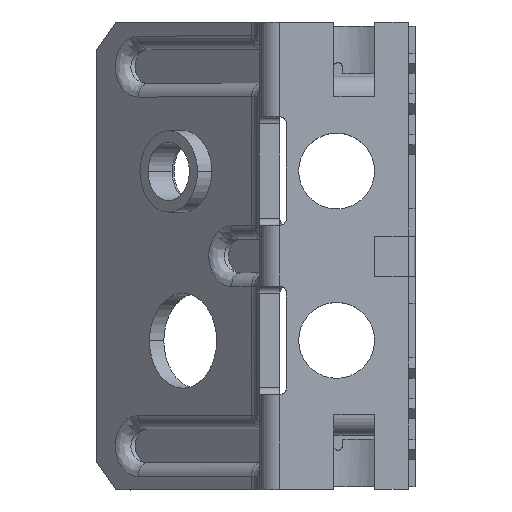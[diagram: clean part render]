
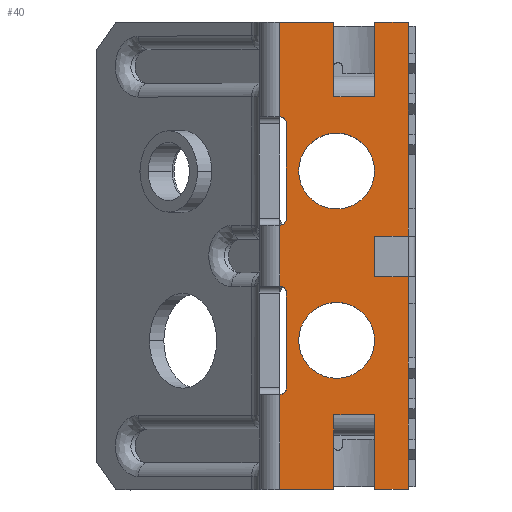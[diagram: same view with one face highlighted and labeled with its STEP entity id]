
A CAD part, top view. The second image highlights one B-rep face of the part: STEP entity #40.
In plain terms, the highlighted planar face has unit normal (0, 0, 1).
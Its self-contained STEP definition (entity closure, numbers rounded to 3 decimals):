
#26=FACE_BOUND('',#531,.T.);
#27=FACE_BOUND('',#532,.T.);
#40=ADVANCED_FACE('',(#285,#26,#27),#3982,.T.);
#285=FACE_OUTER_BOUND('',#530,.T.);
#530=EDGE_LOOP('',(#803,#804,#805,#806,#807,#808,#809,#810,#811,#812,#813,
#814,#815,#816,#817,#818,#819,#820,#821,#822));
#531=EDGE_LOOP('',(#823,#824));
#532=EDGE_LOOP('',(#825,#826));
#803=ORIENTED_EDGE('',*,*,#2038,.T.);
#804=ORIENTED_EDGE('',*,*,#2050,.T.);
#805=ORIENTED_EDGE('',*,*,#2033,.T.);
#806=ORIENTED_EDGE('',*,*,#2049,.T.);
#807=ORIENTED_EDGE('',*,*,#2048,.T.);
#808=ORIENTED_EDGE('',*,*,#2047,.T.);
#809=ORIENTED_EDGE('',*,*,#2046,.T.);
#810=ORIENTED_EDGE('',*,*,#2045,.T.);
#811=ORIENTED_EDGE('',*,*,#2044,.T.);
#812=ORIENTED_EDGE('',*,*,#2043,.T.);
#813=ORIENTED_EDGE('',*,*,#2415,.T.);
#814=ORIENTED_EDGE('',*,*,#2042,.T.);
#815=ORIENTED_EDGE('',*,*,#2131,.T.);
#816=ORIENTED_EDGE('',*,*,#2041,.T.);
#817=ORIENTED_EDGE('',*,*,#2405,.T.);
#818=ORIENTED_EDGE('',*,*,#2040,.T.);
#819=ORIENTED_EDGE('',*,*,#2135,.T.);
#820=ORIENTED_EDGE('',*,*,#2039,.T.);
#821=ORIENTED_EDGE('',*,*,#2031,.T.);
#822=ORIENTED_EDGE('',*,*,#2036,.T.);
#823=ORIENTED_EDGE('',*,*,#2464,.T.);
#824=ORIENTED_EDGE('',*,*,#2466,.T.);
#825=ORIENTED_EDGE('',*,*,#2056,.T.);
#826=ORIENTED_EDGE('',*,*,#2054,.T.);
#2031=EDGE_CURVE('',#3470,#3459,#3029,.T.);
#2033=EDGE_CURVE('',#3472,#3473,#3031,.T.);
#2036=EDGE_CURVE('',#3459,#3475,#3034,.T.);
#2038=EDGE_CURVE('',#3475,#3477,#3036,.T.);
#2039=EDGE_CURVE('',#3478,#3470,#3037,.T.);
#2040=EDGE_CURVE('',#3480,#3479,#3038,.T.);
#2041=EDGE_CURVE('',#3482,#3481,#3039,.T.);
#2042=EDGE_CURVE('',#3484,#3483,#3040,.T.);
#2043=EDGE_CURVE('',#3486,#3485,#3041,.T.);
#2044=EDGE_CURVE('',#3487,#3486,#3042,.T.);
#2045=EDGE_CURVE('',#3488,#3487,#3043,.T.);
#2046=EDGE_CURVE('',#3489,#3488,#3044,.T.);
#2047=EDGE_CURVE('',#3490,#3489,#3045,.T.);
#2048=EDGE_CURVE('',#3491,#3490,#3046,.T.);
#2049=EDGE_CURVE('',#3473,#3491,#3047,.T.);
#2050=EDGE_CURVE('',#3477,#3472,#3048,.T.);
#2054=EDGE_CURVE('',#3494,#3495,#2650,.T.);
#2056=EDGE_CURVE('',#3495,#3494,#2652,.T.);
#2131=EDGE_CURVE('',#3483,#3482,#2671,.T.);
#2135=EDGE_CURVE('',#3479,#3478,#2672,.T.);
#2405=EDGE_CURVE('',#3481,#3480,#2781,.T.);
#2415=EDGE_CURVE('',#3485,#3484,#2786,.T.);
#2464=EDGE_CURVE('',#3493,#3492,#2812,.T.);
#2466=EDGE_CURVE('',#3492,#3493,#2814,.T.);
#2650=TRIMMED_CURVE($,#2838,(#9041),(#9042),.T.,.CARTESIAN.);
#2652=TRIMMED_CURVE($,#2840,(#9047),(#9048),.T.,.CARTESIAN.);
#2671=TRIMMED_CURVE($,#2859,(#9216),(#9217),.T.,.CARTESIAN.);
#2672=TRIMMED_CURVE($,#2860,(#9225),(#9226),.T.,.CARTESIAN.);
#2781=TRIMMED_CURVE($,#2969,(#10599),(#10600),.T.,.CARTESIAN.);
#2786=TRIMMED_CURVE($,#2974,(#10624),(#10625),.T.,.CARTESIAN.);
#2812=TRIMMED_CURVE($,#3000,(#10748),(#10749),.T.,.CARTESIAN.);
#2814=TRIMMED_CURVE($,#3002,(#10754),(#10755),.T.,.CARTESIAN.);
#2838=CIRCLE('',#4487,2.8);
#2840=CIRCLE('',#4489,2.8);
#2859=CIRCLE('',#4508,0.5);
#2860=CIRCLE('',#4509,0.5);
#2969=CIRCLE('',#4618,0.5);
#2974=CIRCLE('',#4623,0.5);
#3000=CIRCLE('',#4649,2.8);
#3002=CIRCLE('',#4651,2.8);
#3029=B_SPLINE_CURVE_WITH_KNOTS('',1,(#8993,#8994),.UNSPECIFIED.,.F.,.F.,
(2,2),(0.,4.),.UNSPECIFIED.);
#3031=B_SPLINE_CURVE_WITH_KNOTS('',1,(#8997,#8998),.UNSPECIFIED.,.F.,.F.,
(2,2),(0.,2.5),.UNSPECIFIED.);
#3034=B_SPLINE_CURVE_WITH_KNOTS('',1,(#9003,#9004),.UNSPECIFIED.,.F.,.F.,
(2,2),(0.,5.5),.UNSPECIFIED.);
#3036=B_SPLINE_CURVE_WITH_KNOTS('',1,(#9007,#9008),.UNSPECIFIED.,.F.,.F.,
(2,2),(-3.,0.),.UNSPECIFIED.);
#3037=B_SPLINE_CURVE_WITH_KNOTS('',1,(#9009,#9010),.UNSPECIFIED.,.F.,.F.,
(2,2),(-7.,0.),.UNSPECIFIED.);
#3038=B_SPLINE_CURVE_WITH_KNOTS('',1,(#9011,#9012),.UNSPECIFIED.,.F.,.F.,
(2,2),(-7.,0.),.UNSPECIFIED.);
#3039=B_SPLINE_CURVE_WITH_KNOTS('',1,(#9013,#9014),.UNSPECIFIED.,.F.,.F.,
(2,2),(-4.5,0.),.UNSPECIFIED.);
#3040=B_SPLINE_CURVE_WITH_KNOTS('',1,(#9015,#9016),.UNSPECIFIED.,.F.,.F.,
(2,2),(-7.,0.),.UNSPECIFIED.);
#3041=B_SPLINE_CURVE_WITH_KNOTS('',1,(#9017,#9018),.UNSPECIFIED.,.F.,.F.,
(2,2),(-7.,0.),.UNSPECIFIED.);
#3042=B_SPLINE_CURVE_WITH_KNOTS('',1,(#9019,#9020),.UNSPECIFIED.,.F.,.F.,
(2,2),(-4.,0.),.UNSPECIFIED.);
#3043=B_SPLINE_CURVE_WITH_KNOTS('',1,(#9021,#9022),.UNSPECIFIED.,.F.,.F.,
(2,2),(-5.5,0.),.UNSPECIFIED.);
#3044=B_SPLINE_CURVE_WITH_KNOTS('',1,(#9023,#9024),.UNSPECIFIED.,.F.,.F.,
(2,2),(-3.,0.),.UNSPECIFIED.);
#3045=B_SPLINE_CURVE_WITH_KNOTS('',1,(#9025,#9026),.UNSPECIFIED.,.F.,.F.,
(2,2),(-5.5,0.),.UNSPECIFIED.);
#3046=B_SPLINE_CURVE_WITH_KNOTS('',1,(#9027,#9028),.UNSPECIFIED.,.F.,.F.,
(2,2),(-2.5,0.),.UNSPECIFIED.);
#3047=B_SPLINE_CURVE_WITH_KNOTS('',1,(#9029,#9030),.UNSPECIFIED.,.F.,.F.,
(2,2),(-34.5,0.),.UNSPECIFIED.);
#3048=B_SPLINE_CURVE_WITH_KNOTS('',1,(#9031,#9032),.UNSPECIFIED.,.F.,.F.,
(2,2),(-5.5,0.),.UNSPECIFIED.);
#3459=VERTEX_POINT('',#8725);
#3470=VERTEX_POINT('',#8736);
#3472=VERTEX_POINT('',#8738);
#3473=VERTEX_POINT('',#8739);
#3475=VERTEX_POINT('',#8741);
#3477=VERTEX_POINT('',#8743);
#3478=VERTEX_POINT('',#8744);
#3479=VERTEX_POINT('',#8745);
#3480=VERTEX_POINT('',#8746);
#3481=VERTEX_POINT('',#8747);
#3482=VERTEX_POINT('',#8748);
#3483=VERTEX_POINT('',#8749);
#3484=VERTEX_POINT('',#8750);
#3485=VERTEX_POINT('',#8751);
#3486=VERTEX_POINT('',#8752);
#3487=VERTEX_POINT('',#8753);
#3488=VERTEX_POINT('',#8754);
#3489=VERTEX_POINT('',#8755);
#3490=VERTEX_POINT('',#8756);
#3491=VERTEX_POINT('',#8757);
#3492=VERTEX_POINT('',#8758);
#3493=VERTEX_POINT('',#8759);
#3494=VERTEX_POINT('',#8760);
#3495=VERTEX_POINT('',#8761);
#3982=PLANE('',#4352);
#4352=AXIS2_PLACEMENT_3D('',#5335,#4748,$);
#4487=AXIS2_PLACEMENT_3D($,#9040,#4884,#4885);
#4489=AXIS2_PLACEMENT_3D($,#9046,#4888,#4889);
#4508=AXIS2_PLACEMENT_3D($,#9215,#4926,#4927);
#4509=AXIS2_PLACEMENT_3D($,#9224,#4928,#4929);
#4618=AXIS2_PLACEMENT_3D($,#10598,#5146,#5147);
#4623=AXIS2_PLACEMENT_3D($,#10623,#5156,#5157);
#4649=AXIS2_PLACEMENT_3D($,#10747,#5208,#5209);
#4651=AXIS2_PLACEMENT_3D($,#10753,#5212,#5213);
#4748=DIRECTION('',(0.,0.,1.));
#4884=DIRECTION('',(0.,0.,-1.));
#4885=DIRECTION('',(0.,1.,0.));
#4888=DIRECTION('',(0.,0.,-1.));
#4889=DIRECTION('',(0.,-1.,0.));
#4926=DIRECTION('',(0.,0.,-1.));
#4927=DIRECTION('',(1.,0.,0.));
#4928=DIRECTION('',(0.,0.,-1.));
#4929=DIRECTION('',(1.,0.,0.));
#5146=DIRECTION('',(0.,0.,-1.));
#5147=DIRECTION('',(0.,1.,0.));
#5156=DIRECTION('',(0.,0.,-1.));
#5157=DIRECTION('',(0.,1.,0.));
#5208=DIRECTION('',(0.,0.,-1.));
#5209=DIRECTION('',(0.,-1.,0.));
#5212=DIRECTION('',(0.,0.,-1.));
#5213=DIRECTION('',(0.,1.,0.));
#5335=CARTESIAN_POINT('',(0.491,-3.509,0.));
#8725=CARTESIAN_POINT('',(5.5,0.,0.));
#8736=CARTESIAN_POINT('',(1.5,0.,0.));
#8738=CARTESIAN_POINT('',(8.5,0.,0.));
#8739=CARTESIAN_POINT('',(11.,0.,0.));
#8741=CARTESIAN_POINT('',(5.5,5.5,0.));
#8743=CARTESIAN_POINT('',(8.5,5.5,0.));
#8744=CARTESIAN_POINT('',(1.5,7.,0.));
#8745=CARTESIAN_POINT('',(2.,7.5,0.));
#8746=CARTESIAN_POINT('',(2.,14.5,0.));
#8747=CARTESIAN_POINT('',(1.5,15.,0.));
#8748=CARTESIAN_POINT('',(1.5,19.5,0.));
#8749=CARTESIAN_POINT('',(2.,20.,0.));
#8750=CARTESIAN_POINT('',(2.,27.,0.));
#8751=CARTESIAN_POINT('',(1.5,27.5,0.));
#8752=CARTESIAN_POINT('',(1.5,34.5,0.));
#8753=CARTESIAN_POINT('',(5.5,34.5,0.));
#8754=CARTESIAN_POINT('',(5.5,29.,0.));
#8755=CARTESIAN_POINT('',(8.5,29.,0.));
#8756=CARTESIAN_POINT('',(8.5,34.5,0.));
#8757=CARTESIAN_POINT('',(11.,34.5,0.));
#8758=CARTESIAN_POINT('',(5.7,26.3,0.));
#8759=CARTESIAN_POINT('',(5.7,20.7,0.));
#8760=CARTESIAN_POINT('',(5.7,13.8,0.));
#8761=CARTESIAN_POINT('',(5.7,8.2,0.));
#8993=CARTESIAN_POINT('',(1.5,0.,0.));
#8994=CARTESIAN_POINT('',(5.5,0.,0.));
#8997=CARTESIAN_POINT('',(8.5,0.,0.));
#8998=CARTESIAN_POINT('',(11.,0.,0.));
#9003=CARTESIAN_POINT('',(5.5,0.,0.));
#9004=CARTESIAN_POINT('',(5.5,5.5,0.));
#9007=CARTESIAN_POINT('',(5.5,5.5,0.));
#9008=CARTESIAN_POINT('',(8.5,5.5,0.));
#9009=CARTESIAN_POINT('',(1.5,7.,0.));
#9010=CARTESIAN_POINT('',(1.5,0.,0.));
#9011=CARTESIAN_POINT('',(2.,14.5,0.));
#9012=CARTESIAN_POINT('',(2.,7.5,0.));
#9013=CARTESIAN_POINT('',(1.5,19.5,0.));
#9014=CARTESIAN_POINT('',(1.5,15.,0.));
#9015=CARTESIAN_POINT('',(2.,27.,0.));
#9016=CARTESIAN_POINT('',(2.,20.,0.));
#9017=CARTESIAN_POINT('',(1.5,34.5,0.));
#9018=CARTESIAN_POINT('',(1.5,27.5,0.));
#9019=CARTESIAN_POINT('',(5.5,34.5,0.));
#9020=CARTESIAN_POINT('',(1.5,34.5,0.));
#9021=CARTESIAN_POINT('',(5.5,29.,0.));
#9022=CARTESIAN_POINT('',(5.5,34.5,0.));
#9023=CARTESIAN_POINT('',(8.5,29.,0.));
#9024=CARTESIAN_POINT('',(5.5,29.,0.));
#9025=CARTESIAN_POINT('',(8.5,34.5,0.));
#9026=CARTESIAN_POINT('',(8.5,29.,0.));
#9027=CARTESIAN_POINT('',(11.,34.5,0.));
#9028=CARTESIAN_POINT('',(8.5,34.5,0.));
#9029=CARTESIAN_POINT('',(11.,0.,0.));
#9030=CARTESIAN_POINT('',(11.,34.5,0.));
#9031=CARTESIAN_POINT('',(8.5,5.5,0.));
#9032=CARTESIAN_POINT('',(8.5,0.,0.));
#9040=CARTESIAN_POINT('',(5.7,11.,0.));
#9041=CARTESIAN_POINT('',(5.7,13.8,0.));
#9042=CARTESIAN_POINT('',(5.7,8.2,0.));
#9046=CARTESIAN_POINT('',(5.7,11.,0.));
#9047=CARTESIAN_POINT('',(5.7,8.2,0.));
#9048=CARTESIAN_POINT('',(5.7,13.8,0.));
#9215=CARTESIAN_POINT('',(1.5,20.,0.));
#9216=CARTESIAN_POINT('',(2.,20.,0.));
#9217=CARTESIAN_POINT('',(1.5,19.5,0.));
#9224=CARTESIAN_POINT('',(1.5,7.5,0.));
#9225=CARTESIAN_POINT('',(2.,7.5,0.));
#9226=CARTESIAN_POINT('',(1.5,7.,0.));
#10598=CARTESIAN_POINT('',(1.5,14.5,0.));
#10599=CARTESIAN_POINT('',(1.5,15.,0.));
#10600=CARTESIAN_POINT('',(2.,14.5,0.));
#10623=CARTESIAN_POINT('',(1.5,27.,0.));
#10624=CARTESIAN_POINT('',(1.5,27.5,0.));
#10625=CARTESIAN_POINT('',(2.,27.,0.));
#10747=CARTESIAN_POINT('',(5.7,23.5,0.));
#10748=CARTESIAN_POINT('',(5.7,20.7,0.));
#10749=CARTESIAN_POINT('',(5.7,26.3,0.));
#10753=CARTESIAN_POINT('',(5.7,23.5,0.));
#10754=CARTESIAN_POINT('',(5.7,26.3,0.));
#10755=CARTESIAN_POINT('',(5.7,20.7,0.));
